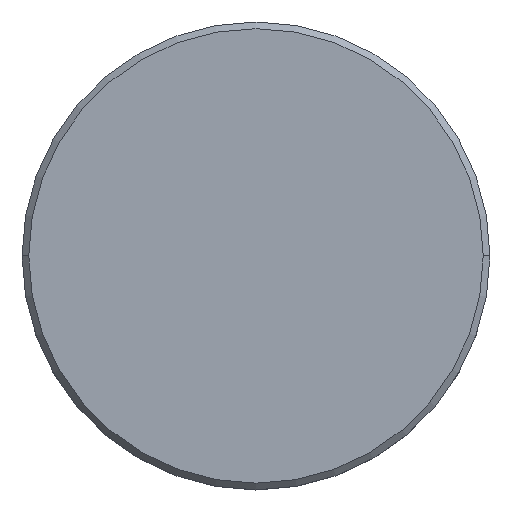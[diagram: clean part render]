
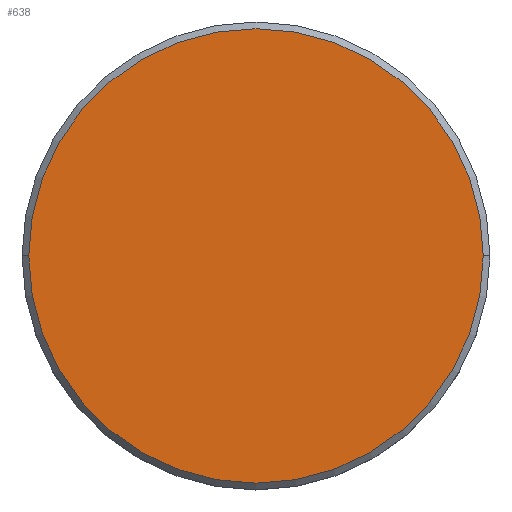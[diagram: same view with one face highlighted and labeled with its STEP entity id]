
A CAD part, top view. The second image highlights one B-rep face of the part: STEP entity #638.
In plain terms, the highlighted planar face has unit normal (0, 0, 1).
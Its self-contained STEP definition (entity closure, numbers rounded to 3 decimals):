
#15 = CIRCLE ( 'NONE', #815, 17. ) ;
#38 = EDGE_CURVE ( 'NONE', #1149, #922, #15, .T. ) ;
#83 = FACE_OUTER_BOUND ( 'NONE', #1034, .T. ) ;
#150 = EDGE_CURVE ( 'NONE', #922, #1149, #701, .T. ) ;
#262 = CARTESIAN_POINT ( 'NONE',  ( 0., 0., 0. ) ) ;
#273 = DIRECTION ( 'NONE',  ( 0., 0., 1. ) ) ;
#333 = DIRECTION ( 'NONE',  ( 0., 0., 1. ) ) ;
#335 = AXIS2_PLACEMENT_3D ( 'NONE', #391, #273, #624 ) ;
#391 = CARTESIAN_POINT ( 'NONE',  ( 0., 0., 0. ) ) ;
#480 = CARTESIAN_POINT ( 'NONE',  ( 17., 0., 0. ) ) ;
#532 = CARTESIAN_POINT ( 'NONE',  ( 0., 0., 0. ) ) ;
#624 = DIRECTION ( 'NONE',  ( 1., 0., 0. ) ) ;
#638 = ADVANCED_FACE ( 'NONE', ( #83 ), #789, .T. ) ;
#701 = CIRCLE ( 'NONE', #335, 17. ) ;
#719 = DIRECTION ( 'NONE',  ( 1., 0., 0. ) ) ;
#759 = ORIENTED_EDGE ( 'NONE', *, *, #38, .T. ) ;
#789 = PLANE ( 'NONE',  #1097 ) ;
#815 = AXIS2_PLACEMENT_3D ( 'NONE', #532, #1102, #1092 ) ;
#826 = CARTESIAN_POINT ( 'NONE',  ( -17., 0., 0. ) ) ;
#922 = VERTEX_POINT ( 'NONE', #480 ) ;
#1009 = ORIENTED_EDGE ( 'NONE', *, *, #150, .T. ) ;
#1034 = EDGE_LOOP ( 'NONE', ( #759, #1009 ) ) ;
#1092 = DIRECTION ( 'NONE',  ( 1., 0., 0. ) ) ;
#1097 = AXIS2_PLACEMENT_3D ( 'NONE', #262, #333, #719 ) ;
#1102 = DIRECTION ( 'NONE',  ( 0., 0., 1. ) ) ;
#1149 = VERTEX_POINT ( 'NONE', #826 ) ;
